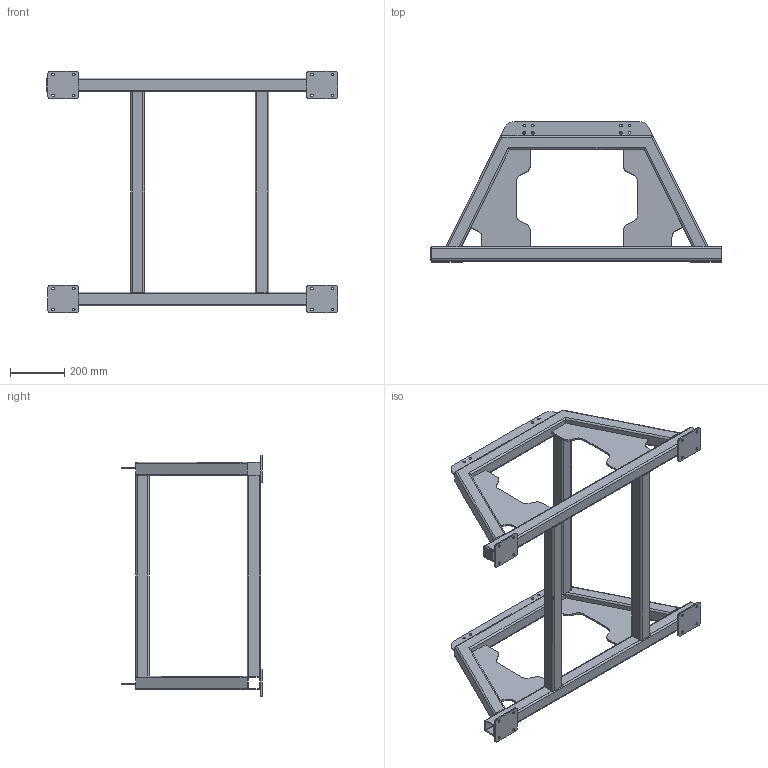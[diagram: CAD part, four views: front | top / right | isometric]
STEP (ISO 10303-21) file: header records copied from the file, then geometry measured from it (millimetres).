
FILE_DESCRIPTION (( 'STEP AP214' ), '1' );
FILE_NAME ('TITAN 25 BASE 091124.STEP', '2024-10-15T16:34:53', ( '' ), ( '' ), 'SwSTEP 2.0', 'SolidWorks 2024', '' );
FILE_SCHEMA (( 'AUTOMOTIVE_DESIGN' ));
Length unit declared in the file: inch
Products named in the file (1): TITAN 25 BASE 091124
Bounding box: 1073.15 x 516 x 889 mm (x, y, z)
Volume: 13714971 mm3; surface area: 2603387.6 mm2
Topology: 18 solids, 18 shells, 324 faces, 848 edges, 560 vertices
Faces by surface type: cylinder 168, plane 156
Entity records: 10370 total; most frequent: CARTESIAN_POINT 1829, DIRECTION 1754, ORIENTED_EDGE 1696, EDGE_CURVE 848, AXIS2_PLACEMENT_3D 613, VERTEX_POINT 560, LINE 528, VECTOR 528
